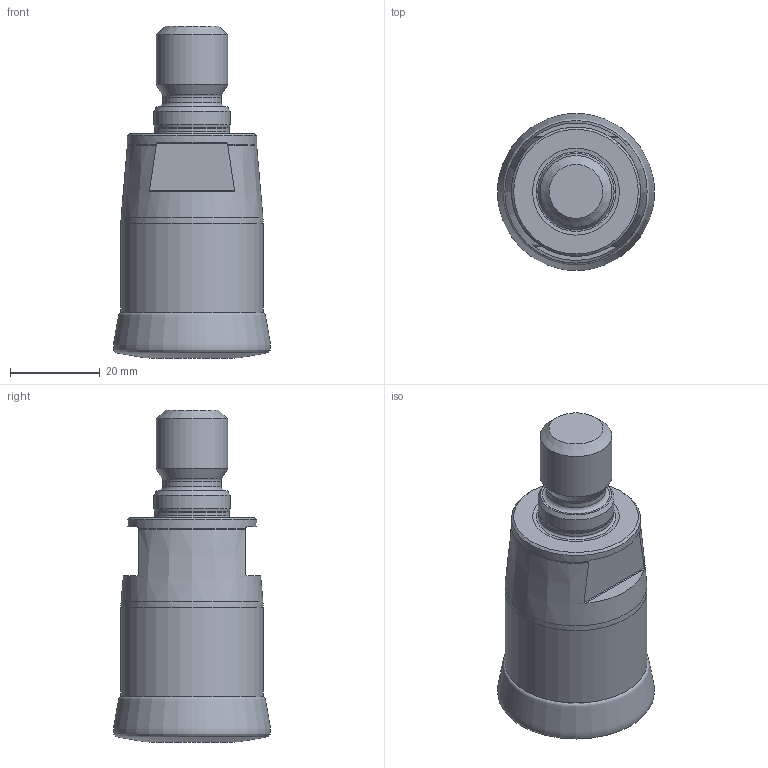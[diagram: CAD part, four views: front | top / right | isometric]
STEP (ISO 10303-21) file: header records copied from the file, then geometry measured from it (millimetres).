
FILE_DESCRIPTION(/* description */ (''),/* implementation_level */ '2;1');
FILE_NAME(/* name */ '1541053732545.stp',/* time_stamp */ '2018-11-01T11:59:14+05:00',/* author */ (''),/* organization */ ('SMS'),/* preprocessor_version */ 'ST-DEVELOPER v15',/* originating_system */ 'SIEMENS PLM Software NX 8.5',/* authorisation */ '');
FILE_SCHEMA (('AUTOMOTIVE_DESIGN { 1 0 10303 214 3 1 1 1 }'));
Length unit declared in the file: millimetre
Products named in the file (4): ASSEMBLY_CONSTRUCTION; 201753543mod000_00; 201820911mod000_00; 201820909mod000_00
Assembly tree (3 placements, depth 2):
  201820909mod000_00
    201820911mod000_00
    201753543mod000_00
    ASSEMBLY_CONSTRUCTION
Bounding box: 35 x 35 x 74 mm (x, y, z)
Volume: 47503.7 mm3; surface area: 10721 mm2
Topology: 2 solids, 3 shells, 48 faces, 112 edges, 80 vertices
Faces by surface type: plane 16, cone 12, torus 11, cylinder 7, bspline 2
Full cylindrical faces by diameter (mm): 4 x1, 13 x1, 16 x1, 16.6 x1, 17 x1, 28.8 x1, 31.729 x1
Entity records: 5663 total; most frequent: CARTESIAN_POINT 4548, DIRECTION 226, ORIENTED_EDGE 136, AXIS2_PLACEMENT_3D 107, EDGE_LOOP 78, EDGE_CURVE 68, FACE_BOUND 65, VERTEX_POINT 58
